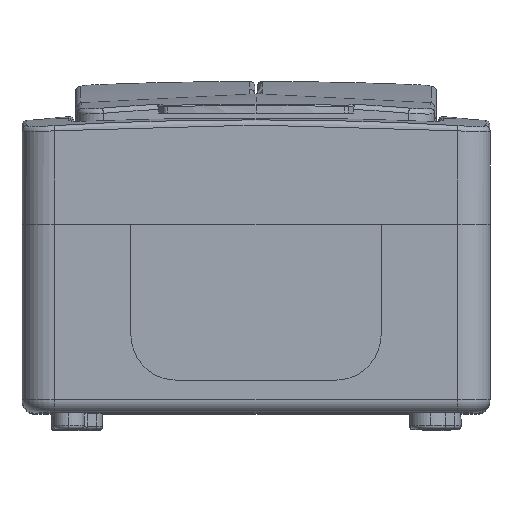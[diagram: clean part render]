
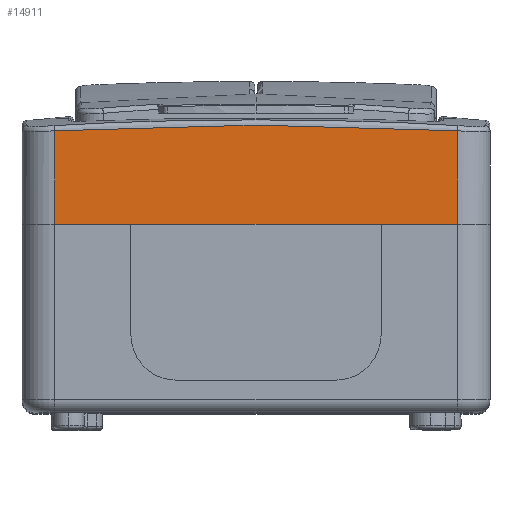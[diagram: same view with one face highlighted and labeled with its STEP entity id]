
A CAD part, top view. The second image highlights one B-rep face of the part: STEP entity #14911.
In plain terms, the highlighted planar face has unit normal (0, 0, 1).
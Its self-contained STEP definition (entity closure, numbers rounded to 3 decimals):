
#371 = CARTESIAN_POINT ( 'NONE',  ( -31., 29., 36. ) ) ;
#601 = VECTOR ( 'NONE', #12939, 1000. ) ;
#1190 = CARTESIAN_POINT ( 'NONE',  ( 20.672, 43.908, 36. ) ) ;
#1813 = VERTEX_POINT ( 'NONE', #32231 ) ;
#2500 = VERTEX_POINT ( 'NONE', #371 ) ;
#2855 = LINE ( 'NONE', #23819, #29164 ) ;
#3007 = ORIENTED_EDGE ( 'NONE', *, *, #7379, .T. ) ;
#3636 = CARTESIAN_POINT ( 'NONE',  ( 31., 43.366, 36. ) ) ;
#3647 = DIRECTION ( 'NONE',  ( -1., 0., 0. ) ) ;
#3750 = CARTESIAN_POINT ( 'NONE',  ( 5.173, 44.244, 36. ) ) ;
#4857 = FACE_OUTER_BOUND ( 'NONE', #15281, .T. ) ;
#5785 = LINE ( 'NONE', #30805, #601 ) ;
#6330 = CARTESIAN_POINT ( 'NONE',  ( -10.331, 44.184, 36. ) ) ;
#7379 = EDGE_CURVE ( 'NONE', #25093, #12422, #26950, .T. ) ;
#8202 = CARTESIAN_POINT ( 'NONE',  ( 31., 43.366, 36. ) ) ;
#8697 = PLANE ( 'NONE',  #25288 ) ;
#8904 = CARTESIAN_POINT ( 'NONE',  ( -25.838, 43.69, 36. ) ) ;
#9185 = CARTESIAN_POINT ( 'NONE',  ( 19.25, 29., 36. ) ) ;
#9298 = DIRECTION ( 'NONE',  ( 1., 0., 0. ) ) ;
#9329 = ORIENTED_EDGE ( 'NONE', *, *, #22208, .T. ) ;
#12422 = VERTEX_POINT ( 'NONE', #12437 ) ;
#12437 = CARTESIAN_POINT ( 'NONE',  ( -31., 43.366, 36. ) ) ;
#12939 = DIRECTION ( 'NONE',  ( 0., -1., 0. ) ) ;
#13366 = EDGE_CURVE ( 'NONE', #12422, #2500, #5785, .T. ) ;
#14911 = ADVANCED_FACE ( 'NONE', ( #4857 ), #8697, .F. ) ;
#15281 = EDGE_LOOP ( 'NONE', ( #25319, #3007, #20860, #9329 ) ) ;
#18569 = VECTOR ( 'NONE', #9298, 1000. ) ;
#18832 = DIRECTION ( 'NONE',  ( 0., 0., -1. ) ) ;
#18887 = DIRECTION ( 'NONE',  ( 0., -1., 0. ) ) ;
#18934 = CARTESIAN_POINT ( 'NONE',  ( 10.34, 44.184, 36. ) ) ;
#20860 = ORIENTED_EDGE ( 'NONE', *, *, #13366, .T. ) ;
#21495 = CARTESIAN_POINT ( 'NONE',  ( -5.163, 44.244, 36. ) ) ;
#22208 = EDGE_CURVE ( 'NONE', #2500, #1813, #25390, .T. ) ;
#23819 = CARTESIAN_POINT ( 'NONE',  ( 31., 45.5, 36. ) ) ;
#24096 = CARTESIAN_POINT ( 'NONE',  ( -20.671, 43.908, 36. ) ) ;
#25093 = VERTEX_POINT ( 'NONE', #8202 ) ;
#25288 = AXIS2_PLACEMENT_3D ( 'NONE', #29073, #18832, #3647 ) ;
#25319 = ORIENTED_EDGE ( 'NONE', *, *, #33063, .F. ) ;
#25390 = LINE ( 'NONE', #9185, #18569 ) ;
#26549 = CARTESIAN_POINT ( 'NONE',  ( 25.837, 43.69, 36. ) ) ;
#26645 = CARTESIAN_POINT ( 'NONE',  ( -31., 43.366, 36. ) ) ;
#26950 = B_SPLINE_CURVE_WITH_KNOTS ( 'NONE', 3,
 ( #3636, #26549, #1190, #18934, #3750, #21495, #6330, #24096, #8904, #26645 ),
 .UNSPECIFIED., .F., .F.,
 ( 4, 2, 2, 2, 4 ),
 ( 0., 0.016, 0.031, 0.047, 0.062 ),
 .UNSPECIFIED. ) ;
#29073 = CARTESIAN_POINT ( 'NONE',  ( 19.25, 45.5, 36. ) ) ;
#29164 = VECTOR ( 'NONE', #18887, 1000. ) ;
#30805 = CARTESIAN_POINT ( 'NONE',  ( -31., 45.5, 36. ) ) ;
#32231 = CARTESIAN_POINT ( 'NONE',  ( 31., 29., 36. ) ) ;
#33063 = EDGE_CURVE ( 'NONE', #25093, #1813, #2855, .T. ) ;
